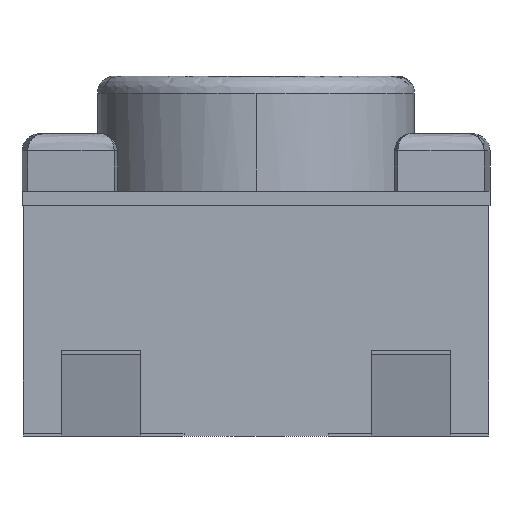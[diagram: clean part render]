
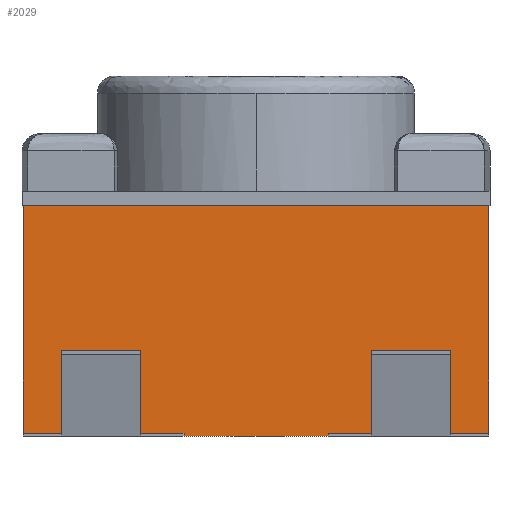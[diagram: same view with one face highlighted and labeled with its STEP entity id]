
A CAD part, left-side view. The second image highlights one B-rep face of the part: STEP entity #2029.
In plain terms, the highlighted free-form (B-spline) face has degree [1, 1] with [2, 2] control points.
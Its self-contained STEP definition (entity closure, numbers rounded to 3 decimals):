
#1979 = VERTEX_POINT('',#1980);
#1980 = CARTESIAN_POINT('',(-2.043,0.782,
    0.117));
#1985 = EDGE_CURVE('',#1986,#1979,#1988,.T.);
#1986 = VERTEX_POINT('',#1987);
#1987 = CARTESIAN_POINT('',(-2.043,1.319,
    0.117));
#1988 = B_SPLINE_CURVE_WITH_KNOTS('',1,(#1989,#1990),.UNSPECIFIED.,.F.,
  .F.,(2,2),(0.,0.538),.PIECEWISE_BEZIER_KNOTS.);
#1989 = CARTESIAN_POINT('',(-2.043,1.319,
    0.117));
#1990 = CARTESIAN_POINT('',(-2.043,0.782,
    0.117));
#2029 = ADVANCED_FACE('',(#2030),#2136,.F.);
#2030 = FACE_BOUND('',#2031,.T.);
#2031 = EDGE_LOOP('',(#2032,#2041,#2048,#2055,#2062,#2069,#2076,#2083,
    #2090,#2097,#2104,#2111,#2118,#2125,#2130,#2131));
#2032 = ORIENTED_EDGE('',*,*,#2033,.F.);
#2033 = EDGE_CURVE('',#2034,#2036,#2038,.T.);
#2034 = VERTEX_POINT('',#2035);
#2035 = CARTESIAN_POINT('',(-2.043,0.489,
    0.02));
#2036 = VERTEX_POINT('',#2037);
#2037 = CARTESIAN_POINT('',(-2.043,0.782,
    0.02));
#2038 = B_SPLINE_CURVE_WITH_KNOTS('',1,(#2039,#2040),.UNSPECIFIED.,.F.,
  .F.,(2,2),(-0.293,0.),
  .PIECEWISE_BEZIER_KNOTS.);
#2039 = CARTESIAN_POINT('',(-2.043,0.489,
    0.02));
#2040 = CARTESIAN_POINT('',(-2.043,0.782,
    0.02));
#2041 = ORIENTED_EDGE('',*,*,#2042,.T.);
#2042 = EDGE_CURVE('',#2034,#2043,#2045,.T.);
#2043 = VERTEX_POINT('',#2044);
#2044 = CARTESIAN_POINT('',(-2.043,0.489,
    0.));
#2045 = B_SPLINE_CURVE_WITH_KNOTS('',1,(#2046,#2047),.UNSPECIFIED.,.F.,
  .F.,(2,2),(-0.,0.02),.PIECEWISE_BEZIER_KNOTS.);
#2046 = CARTESIAN_POINT('',(-2.043,0.489,
    0.02));
#2047 = CARTESIAN_POINT('',(-2.043,0.489,
    0.));
#2048 = ORIENTED_EDGE('',*,*,#2049,.F.);
#2049 = EDGE_CURVE('',#2050,#2043,#2052,.T.);
#2050 = VERTEX_POINT('',#2051);
#2051 = CARTESIAN_POINT('',(-2.043,-0.489,
    0.));
#2052 = B_SPLINE_CURVE_WITH_KNOTS('',1,(#2053,#2054),.UNSPECIFIED.,.F.,
  .F.,(2,2),(1.09,2.067),.PIECEWISE_BEZIER_KNOTS.);
#2053 = CARTESIAN_POINT('',(-2.043,-0.489,
    0.));
#2054 = CARTESIAN_POINT('',(-2.043,0.489,
    0.));
#2055 = ORIENTED_EDGE('',*,*,#2056,.F.);
#2056 = EDGE_CURVE('',#2057,#2050,#2059,.T.);
#2057 = VERTEX_POINT('',#2058);
#2058 = CARTESIAN_POINT('',(-2.043,-0.489,
    0.02));
#2059 = B_SPLINE_CURVE_WITH_KNOTS('',1,(#2060,#2061),.UNSPECIFIED.,.F.,
  .F.,(2,2),(-0.,0.02),.PIECEWISE_BEZIER_KNOTS.);
#2060 = CARTESIAN_POINT('',(-2.043,-0.489,
    0.02));
#2061 = CARTESIAN_POINT('',(-2.043,-0.489,
    0.));
#2062 = ORIENTED_EDGE('',*,*,#2063,.F.);
#2063 = EDGE_CURVE('',#2064,#2057,#2066,.T.);
#2064 = VERTEX_POINT('',#2065);
#2065 = CARTESIAN_POINT('',(-2.043,-0.782,
    0.02));
#2066 = B_SPLINE_CURVE_WITH_KNOTS('',1,(#2067,#2068),.UNSPECIFIED.,.F.,
  .F.,(2,2),(0.,0.293),.PIECEWISE_BEZIER_KNOTS.);
#2067 = CARTESIAN_POINT('',(-2.043,-0.782,
    0.02));
#2068 = CARTESIAN_POINT('',(-2.043,-0.489,
    0.02));
#2069 = ORIENTED_EDGE('',*,*,#2070,.F.);
#2070 = EDGE_CURVE('',#2071,#2064,#2073,.T.);
#2071 = VERTEX_POINT('',#2072);
#2072 = CARTESIAN_POINT('',(-2.043,-0.782,
    0.117));
#2073 = B_SPLINE_CURVE_WITH_KNOTS('',1,(#2074,#2075),.UNSPECIFIED.,.F.,
  .F.,(2,2),(0.,0.098),.PIECEWISE_BEZIER_KNOTS.);
#2074 = CARTESIAN_POINT('',(-2.043,-0.782,
    0.117));
#2075 = CARTESIAN_POINT('',(-2.043,-0.782,
    0.02));
#2076 = ORIENTED_EDGE('',*,*,#2077,.F.);
#2077 = EDGE_CURVE('',#2078,#2071,#2080,.T.);
#2078 = VERTEX_POINT('',#2079);
#2079 = CARTESIAN_POINT('',(-2.043,-1.319,
    0.117));
#2080 = B_SPLINE_CURVE_WITH_KNOTS('',1,(#2081,#2082),.UNSPECIFIED.,.F.,
  .F.,(2,2),(0.,0.538),.PIECEWISE_BEZIER_KNOTS.);
#2081 = CARTESIAN_POINT('',(-2.043,-1.319,
    0.117));
#2082 = CARTESIAN_POINT('',(-2.043,-0.782,
    0.117));
#2083 = ORIENTED_EDGE('',*,*,#2084,.T.);
#2084 = EDGE_CURVE('',#2078,#2085,#2087,.T.);
#2085 = VERTEX_POINT('',#2086);
#2086 = CARTESIAN_POINT('',(-2.043,-1.319,
    0.02));
#2087 = B_SPLINE_CURVE_WITH_KNOTS('',1,(#2088,#2089),.UNSPECIFIED.,.F.,
  .F.,(2,2),(0.,0.098),.PIECEWISE_BEZIER_KNOTS.);
#2088 = CARTESIAN_POINT('',(-2.043,-1.319,
    0.117));
#2089 = CARTESIAN_POINT('',(-2.043,-1.319,
    0.02));
#2090 = ORIENTED_EDGE('',*,*,#2091,.F.);
#2091 = EDGE_CURVE('',#2092,#2085,#2094,.T.);
#2092 = VERTEX_POINT('',#2093);
#2093 = CARTESIAN_POINT('',(-2.043,-1.579,
    0.02));
#2094 = B_SPLINE_CURVE_WITH_KNOTS('',1,(#2095,#2096),.UNSPECIFIED.,.F.,
  .F.,(2,2),(0.,0.259),.PIECEWISE_BEZIER_KNOTS.);
#2095 = CARTESIAN_POINT('',(-2.043,-1.579,
    0.02));
#2096 = CARTESIAN_POINT('',(-2.043,-1.319,
    0.02));
#2097 = ORIENTED_EDGE('',*,*,#2098,.T.);
#2098 = EDGE_CURVE('',#2092,#2099,#2101,.T.);
#2099 = VERTEX_POINT('',#2100);
#2100 = CARTESIAN_POINT('',(-2.043,-1.579,
    1.564));
#2101 = B_SPLINE_CURVE_WITH_KNOTS('',1,(#2102,#2103),.UNSPECIFIED.,.F.,
  .F.,(2,2),(0.02,1.564),
  .PIECEWISE_BEZIER_KNOTS.);
#2102 = CARTESIAN_POINT('',(-2.043,-1.579,
    0.02));
#2103 = CARTESIAN_POINT('',(-2.043,-1.579,
    1.564));
#2104 = ORIENTED_EDGE('',*,*,#2105,.T.);
#2105 = EDGE_CURVE('',#2099,#2106,#2108,.T.);
#2106 = VERTEX_POINT('',#2107);
#2107 = CARTESIAN_POINT('',(-2.043,1.579,
    1.564));
#2108 = B_SPLINE_CURVE_WITH_KNOTS('',1,(#2109,#2110),.UNSPECIFIED.,.F.,
  .F.,(2,2),(0.,3.157),.PIECEWISE_BEZIER_KNOTS.);
#2109 = CARTESIAN_POINT('',(-2.043,-1.579,
    1.564));
#2110 = CARTESIAN_POINT('',(-2.043,1.579,
    1.564));
#2111 = ORIENTED_EDGE('',*,*,#2112,.F.);
#2112 = EDGE_CURVE('',#2113,#2106,#2115,.T.);
#2113 = VERTEX_POINT('',#2114);
#2114 = CARTESIAN_POINT('',(-2.043,1.579,
    0.02));
#2115 = B_SPLINE_CURVE_WITH_KNOTS('',1,(#2116,#2117),.UNSPECIFIED.,.F.,
  .F.,(2,2),(0.02,1.564),
  .PIECEWISE_BEZIER_KNOTS.);
#2116 = CARTESIAN_POINT('',(-2.043,1.579,
    0.02));
#2117 = CARTESIAN_POINT('',(-2.043,1.579,
    1.564));
#2118 = ORIENTED_EDGE('',*,*,#2119,.F.);
#2119 = EDGE_CURVE('',#2120,#2113,#2122,.T.);
#2120 = VERTEX_POINT('',#2121);
#2121 = CARTESIAN_POINT('',(-2.043,1.319,
    0.02));
#2122 = B_SPLINE_CURVE_WITH_KNOTS('',1,(#2123,#2124),.UNSPECIFIED.,.F.,
  .F.,(2,2),(-0.259,0.),.PIECEWISE_BEZIER_KNOTS.);
#2123 = CARTESIAN_POINT('',(-2.043,1.319,
    0.02));
#2124 = CARTESIAN_POINT('',(-2.043,1.579,
    0.02));
#2125 = ORIENTED_EDGE('',*,*,#2126,.F.);
#2126 = EDGE_CURVE('',#1986,#2120,#2127,.T.);
#2127 = B_SPLINE_CURVE_WITH_KNOTS('',1,(#2128,#2129),.UNSPECIFIED.,.F.,
  .F.,(2,2),(0.,0.098),.PIECEWISE_BEZIER_KNOTS.);
#2128 = CARTESIAN_POINT('',(-2.043,1.319,
    0.117));
#2129 = CARTESIAN_POINT('',(-2.043,1.319,
    0.02));
#2130 = ORIENTED_EDGE('',*,*,#1985,.T.);
#2131 = ORIENTED_EDGE('',*,*,#2132,.T.);
#2132 = EDGE_CURVE('',#1979,#2036,#2133,.T.);
#2133 = B_SPLINE_CURVE_WITH_KNOTS('',1,(#2134,#2135),.UNSPECIFIED.,.F.,
  .F.,(2,2),(0.,0.098),.PIECEWISE_BEZIER_KNOTS.);
#2134 = CARTESIAN_POINT('',(-2.043,0.782,
    0.117));
#2135 = CARTESIAN_POINT('',(-2.043,0.782,
    0.02));
#2136 = B_SPLINE_SURFACE_WITH_KNOTS('',1,1,(
    (#2137,#2138)
    ,(#2139,#2140
    )),.UNSPECIFIED.,.F.,.F.,.F.,(2,2),(2,2),(-1.564,0.),(0.,
    3.157),.PIECEWISE_BEZIER_KNOTS.);
#2137 = CARTESIAN_POINT('',(-2.043,-1.579,
    1.564));
#2138 = CARTESIAN_POINT('',(-2.043,1.579,
    1.564));
#2139 = CARTESIAN_POINT('',(-2.043,-1.579,
    0.));
#2140 = CARTESIAN_POINT('',(-2.043,1.579,
    0.));
